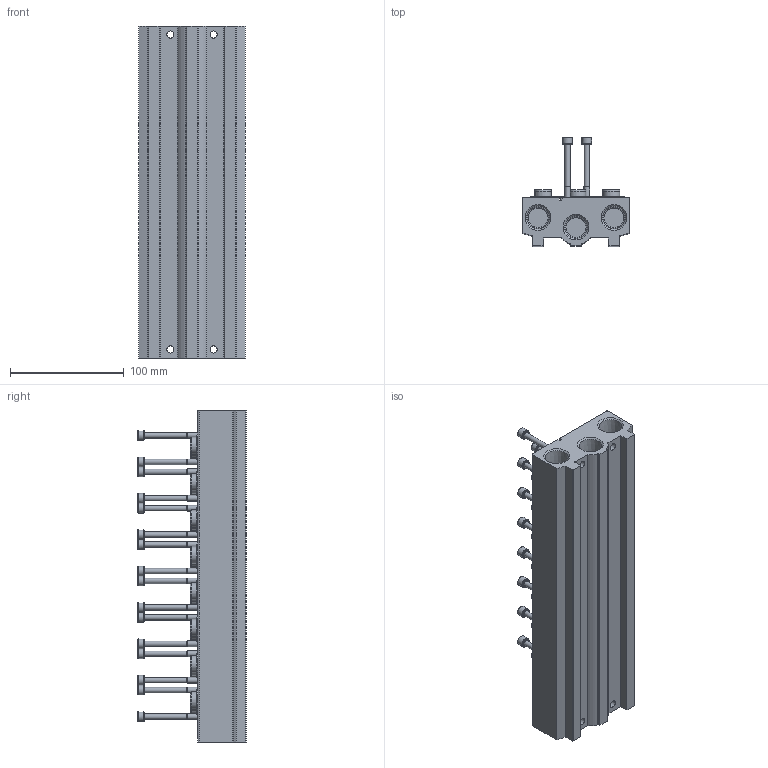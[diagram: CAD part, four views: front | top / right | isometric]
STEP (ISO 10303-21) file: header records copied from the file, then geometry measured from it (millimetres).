
FILE_DESCRIPTION(/* description */ ('STEP AP214'),/* implementation_level */ '2;1');
FILE_NAME(/* name */ '8026392_VABM-B10-30S-N12-8',/* time_stamp */ '2024-09-15T23:36:57+02:00',/* author */ ('License CC BY-ND 4.0'),/* organization */ ('CADENAS'),/* preprocessor_version */ 'ST-DEVELOPER v19.3',/* originating_system */ 'PARTsolutions',/* authorisation */ ' ');
FILE_SCHEMA (('AUTOMOTIVE_DESIGN {1 0 10303 214 3 1 1}'));
Length unit declared in the file: millimetre
Products named in the file (5): 8026392 VABM-B10-30S-N12-8; 8026392 VABM-B10-30S-N12-8---(M); 1658619 VUVS-G3-3---(S); 2191444 F-M5x60-10.9; 31785 B-1/2-NPT---(Plug)
Assembly tree (28 placements, depth 2):
  8026392 VABM-B10-30S-N12-8
    8026392 VABM-B10-30S-N12-8---(M)
    1658619 VUVS-G3-3---(S)  x8
    2191444 F-M5x60-10.9  x16
    31785 B-1/2-NPT---(Plug)  x3
Bounding box: 94 x 95.4 x 292 mm (x, y, z)
Volume: 832150.3 mm3; surface area: 214950.2 mm2
Topology: 28 solids, 28 shells, 1356 faces, 3272 edges, 2075 vertices
Faces by surface type: plane 612, cylinder 413, cone 267, torus 64
Full cylindrical faces by diameter (mm): 3.5 x1, 4.134 x17, 4.75 x16, 5 x16, 6.3 x4, 8.5 x16, 9 x24, 9.525 x3, 12 x24, 15.1 x24, 17.6 x3, 18.1 x24
Entity records: 9693 total; most frequent: CARTESIAN_POINT 1981, DIRECTION 1630, ORIENTED_EDGE 1286, AXIS2_PLACEMENT_3D 665, EDGE_CURVE 643, FACE_BOUND 579, EDGE_LOOP 560, VERTEX_POINT 504
